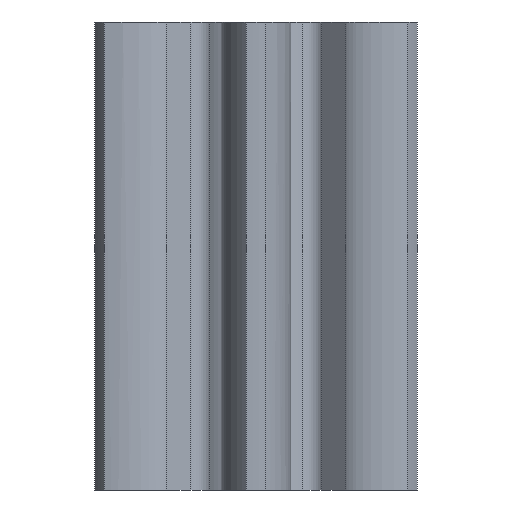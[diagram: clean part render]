
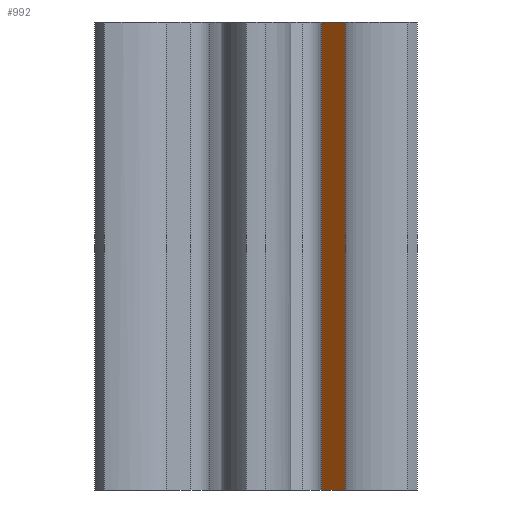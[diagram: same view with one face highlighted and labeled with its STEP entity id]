
A CAD part, left-side view. The second image highlights one B-rep face of the part: STEP entity #992.
In plain terms, the highlighted planar face has unit normal (-0.702, 0.713, 0).
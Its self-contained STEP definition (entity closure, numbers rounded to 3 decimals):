
#62=PLANE('',#1092);
#84=LINE('',#2123,#161);
#101=LINE('',#2481,#178);
#103=LINE('',#2485,#180);
#104=LINE('',#2486,#181);
#161=VECTOR('',#1209,10.);
#178=VECTOR('',#1262,10.);
#180=VECTOR('',#1266,10.);
#181=VECTOR('',#1267,10.);
#264=FACE_OUTER_BOUND('',#319,.T.);
#319=EDGE_LOOP('',(#765,#766,#767,#768));
#455=VERTEX_POINT('',#2120);
#456=VERTEX_POINT('',#2122);
#479=VERTEX_POINT('',#2479);
#480=VERTEX_POINT('',#2484);
#560=EDGE_CURVE('',#455,#456,#84,.T.);
#591=EDGE_CURVE('',#479,#455,#101,.T.);
#593=EDGE_CURVE('',#479,#480,#103,.T.);
#594=EDGE_CURVE('',#480,#456,#104,.T.);
#765=ORIENTED_EDGE('',*,*,#591,.F.);
#766=ORIENTED_EDGE('',*,*,#593,.T.);
#767=ORIENTED_EDGE('',*,*,#594,.T.);
#768=ORIENTED_EDGE('',*,*,#560,.F.);
#992=ADVANCED_FACE('',(#264),#62,.T.);
#1092=AXIS2_PLACEMENT_3D('',#2483,#1264,#1265);
#1209=DIRECTION('',(-0.713,-0.702,0.));
#1262=DIRECTION('',(0.,0.,1.));
#1264=DIRECTION('center_axis',(-0.702,0.713,0.));
#1265=DIRECTION('ref_axis',(-0.713,-0.702,0.));
#1266=DIRECTION('',(-0.713,-0.702,0.));
#1267=DIRECTION('',(0.,0.,1.));
#2120=CARTESIAN_POINT('',(-2.22,-2.176,15.5));
#2122=CARTESIAN_POINT('',(-3.018,-2.962,15.5));
#2123=CARTESIAN_POINT('',(-1.886,-1.847,15.5));
#2479=CARTESIAN_POINT('',(-2.22,-2.176,0.));
#2481=CARTESIAN_POINT('',(-2.22,-2.176,0.));
#2483=CARTESIAN_POINT('Origin',(-1.886,-1.847,0.));
#2484=CARTESIAN_POINT('',(-3.018,-2.962,0.));
#2485=CARTESIAN_POINT('',(-1.886,-1.847,0.));
#2486=CARTESIAN_POINT('',(-3.018,-2.962,0.));
